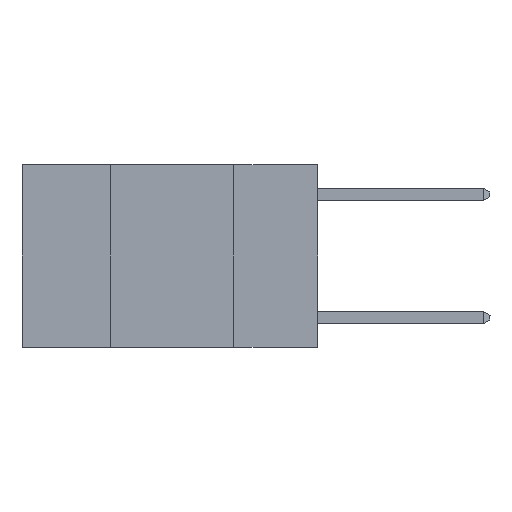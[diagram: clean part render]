
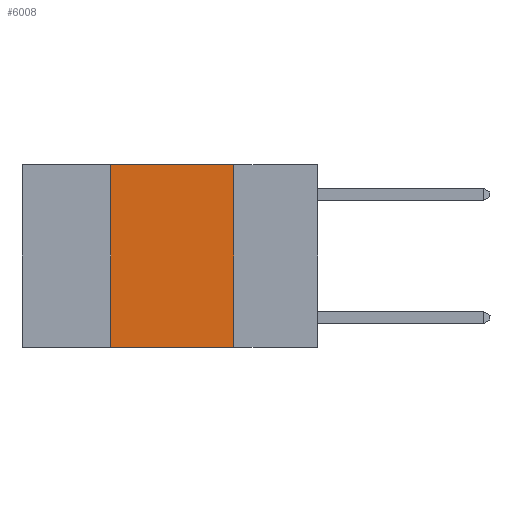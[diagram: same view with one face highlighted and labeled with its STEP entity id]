
A CAD part, left-side view. The second image highlights one B-rep face of the part: STEP entity #6008.
In plain terms, the highlighted planar face has unit normal (-1, 0, 0).
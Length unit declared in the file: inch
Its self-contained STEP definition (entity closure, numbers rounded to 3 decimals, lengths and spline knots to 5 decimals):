
#267 = CARTESIAN_POINT ( 'NONE',  ( 0., 0.17, -0.37 ) ) ;
#514 = VERTEX_POINT ( 'NONE', #11082 ) ;
#765 = VERTEX_POINT ( 'NONE', #1803 ) ;
#1684 = EDGE_CURVE ( 'NONE', #765, #16886, #3898, .T. ) ;
#1803 = CARTESIAN_POINT ( 'NONE',  ( 0., 0.42, -0.37 ) ) ;
#2390 = CARTESIAN_POINT ( 'NONE',  ( 0., 0.42, 0. ) ) ;
#2636 = EDGE_CURVE ( 'NONE', #765, #514, #15867, .T. ) ;
#2807 = CARTESIAN_POINT ( 'NONE',  ( 0., 0.17, 0. ) ) ;
#3073 = DIRECTION ( 'NONE',  ( 0., 0., -1. ) ) ;
#3552 = DIRECTION ( 'NONE',  ( 0., 0., 1. ) ) ;
#3898 = LINE ( 'NONE', #12330, #13637 ) ;
#4483 = EDGE_LOOP ( 'NONE', ( #12700, #8671, #10547, #17502 ) ) ;
#4595 = EDGE_CURVE ( 'NONE', #8978, #16886, #15001, .T. ) ;
#6008 = ADVANCED_FACE ( 'NONE', ( #12839 ), #8546, .F. ) ;
#6821 = VECTOR ( 'NONE', #3552, 39.37008 ) ;
#7777 = AXIS2_PLACEMENT_3D ( 'NONE', #9821, #16704, #3073 ) ;
#8189 = DIRECTION ( 'NONE',  ( 0., 0., -1. ) ) ;
#8546 = PLANE ( 'NONE',  #7777 ) ;
#8671 = ORIENTED_EDGE ( 'NONE', *, *, #11856, .F. ) ;
#8978 = VERTEX_POINT ( 'NONE', #9081 ) ;
#9081 = CARTESIAN_POINT ( 'NONE',  ( 0., 0.17, 0. ) ) ;
#9798 = VECTOR ( 'NONE', #8189, 39.37008 ) ;
#9821 = CARTESIAN_POINT ( 'NONE',  ( 0., 0.6, 0. ) ) ;
#10547 = ORIENTED_EDGE ( 'NONE', *, *, #2636, .F. ) ;
#11082 = CARTESIAN_POINT ( 'NONE',  ( 0., 0.42, 0. ) ) ;
#11856 = EDGE_CURVE ( 'NONE', #514, #8978, #17270, .T. ) ;
#12330 = CARTESIAN_POINT ( 'NONE',  ( 0., 0.6, -0.37 ) ) ;
#12700 = ORIENTED_EDGE ( 'NONE', *, *, #4595, .F. ) ;
#12839 = FACE_OUTER_BOUND ( 'NONE', #4483, .T. ) ;
#13637 = VECTOR ( 'NONE', #14931, 39.37008 ) ;
#14334 = DIRECTION ( 'NONE',  ( 0., -1., 0. ) ) ;
#14931 = DIRECTION ( 'NONE',  ( 0., -1., 0. ) ) ;
#15001 = LINE ( 'NONE', #2807, #9798 ) ;
#15585 = CARTESIAN_POINT ( 'NONE',  ( 0., 0.6, 0. ) ) ;
#15867 = LINE ( 'NONE', #2390, #6821 ) ;
#15971 = VECTOR ( 'NONE', #14334, 39.37008 ) ;
#16704 = DIRECTION ( 'NONE',  ( 1., 0., 0. ) ) ;
#16886 = VERTEX_POINT ( 'NONE', #267 ) ;
#17270 = LINE ( 'NONE', #15585, #15971 ) ;
#17502 = ORIENTED_EDGE ( 'NONE', *, *, #1684, .T. ) ;
